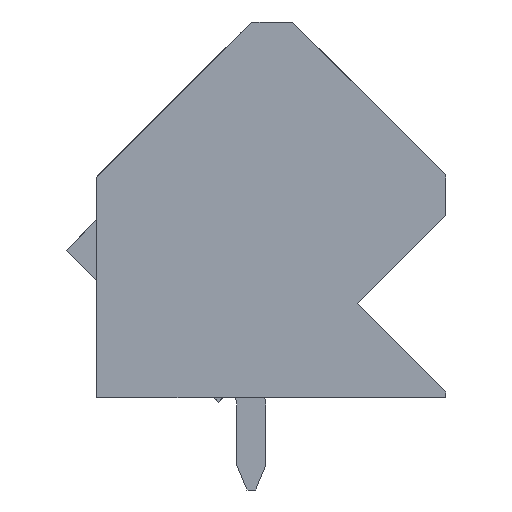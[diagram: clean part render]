
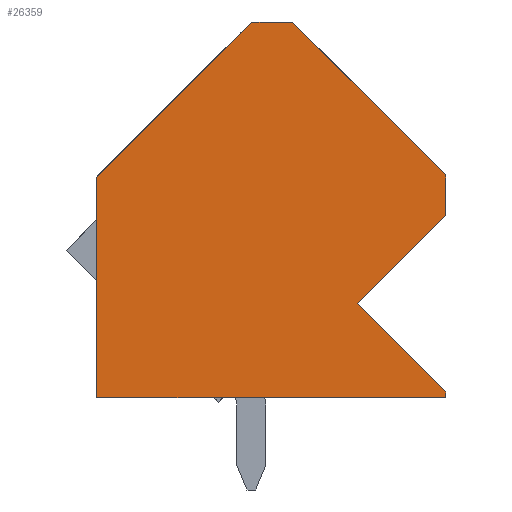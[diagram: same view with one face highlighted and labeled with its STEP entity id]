
A CAD part, left-side view. The second image highlights one B-rep face of the part: STEP entity #26359.
In plain terms, the highlighted planar face has unit normal (-1, 0, 0).
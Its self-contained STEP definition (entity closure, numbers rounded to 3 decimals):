
#26322=AXIS2_PLACEMENT_3D('Plane Axis2P3D',#26319,#26320,#26321) ;
#26168=CARTESIAN_POINT('Vertex',(0.,6.718,16.228)) ;
#26171=CARTESIAN_POINT('Line Origine',(0.,6.01,16.228)) ;
#26175=CARTESIAN_POINT('Vertex',(0.,5.303,16.228)) ;
#26211=CARTESIAN_POINT('Vertex',(0.,0.001,3.4)) ;
#26214=CARTESIAN_POINT('Line Origine',(0.,0.,3.3)) ;
#26218=CARTESIAN_POINT('Vertex',(0.,0.,3.2)) ;
#26244=CARTESIAN_POINT('Vertex',(0.,3.055,6.455)) ;
#26247=CARTESIAN_POINT('Line Origine',(0.,1.528,4.927)) ;
#26270=CARTESIAN_POINT('Vertex',(0.,0.,9.51)) ;
#26273=CARTESIAN_POINT('Line Origine',(0.,1.528,7.983)) ;
#26303=CARTESIAN_POINT('Vertex',(0.,0.,10.924)) ;
#26306=CARTESIAN_POINT('Line Origine',(0.,0.,10.217)) ;
#26319=CARTESIAN_POINT('Axis2P3D Location',(0.,0.,0.)) ;
#26324=CARTESIAN_POINT('Line Origine',(0.,9.405,13.54)) ;
#26328=CARTESIAN_POINT('Vertex',(0.,12.092,10.853)) ;
#26331=CARTESIAN_POINT('Line Origine',(0.,12.093,7.027)) ;
#26335=CARTESIAN_POINT('Vertex',(0.,12.093,3.2)) ;
#26338=CARTESIAN_POINT('Line Origine',(0.,6.046,3.2)) ;
#26343=CARTESIAN_POINT('Line Origine',(0.,2.652,13.576)) ;
#26172=DIRECTION('Vector Direction',(0.,-1.,0.)) ;
#26215=DIRECTION('Vector Direction',(0.,-0.004,-1.)) ;
#26248=DIRECTION('Vector Direction',(0.,-0.707,-0.707)) ;
#26274=DIRECTION('Vector Direction',(0.,0.707,-0.707)) ;
#26307=DIRECTION('Vector Direction',(0.,0.,-1.)) ;
#26320=DIRECTION('Axis2P3D Direction',(-1.,0.,0.)) ;
#26321=DIRECTION('Axis2P3D XDirection',(0.,0.,1.)) ;
#26325=DIRECTION('Vector Direction',(0.,-0.707,0.707)) ;
#26332=DIRECTION('Vector Direction',(0.,0.,1.)) ;
#26339=DIRECTION('Vector Direction',(0.,1.,0.)) ;
#26344=DIRECTION('Vector Direction',(0.,-0.707,-0.707)) ;
#26173=VECTOR('Line Direction',#26172,1.) ;
#26216=VECTOR('Line Direction',#26215,1.) ;
#26249=VECTOR('Line Direction',#26248,1.) ;
#26275=VECTOR('Line Direction',#26274,1.) ;
#26308=VECTOR('Line Direction',#26307,1.) ;
#26326=VECTOR('Line Direction',#26325,1.) ;
#26333=VECTOR('Line Direction',#26332,1.) ;
#26340=VECTOR('Line Direction',#26339,1.) ;
#26345=VECTOR('Line Direction',#26344,1.) ;
#26349=ORIENTED_EDGE('',*,*,#26177,.T.) ;
#26350=ORIENTED_EDGE('',*,*,#26330,.T.) ;
#26351=ORIENTED_EDGE('',*,*,#26337,.T.) ;
#26352=ORIENTED_EDGE('',*,*,#26342,.T.) ;
#26353=ORIENTED_EDGE('',*,*,#26220,.T.) ;
#26354=ORIENTED_EDGE('',*,*,#26251,.T.) ;
#26355=ORIENTED_EDGE('',*,*,#26277,.T.) ;
#26356=ORIENTED_EDGE('',*,*,#26310,.T.) ;
#26357=ORIENTED_EDGE('',*,*,#26347,.T.) ;
#26359=ADVANCED_FACE('HOUSING',(#26358),#26323,.T.) ;
#26177=EDGE_CURVE('',#26176,#26169,#26174,.F.) ;
#26220=EDGE_CURVE('',#26219,#26212,#26217,.F.) ;
#26251=EDGE_CURVE('',#26212,#26245,#26250,.F.) ;
#26277=EDGE_CURVE('',#26245,#26271,#26276,.F.) ;
#26310=EDGE_CURVE('',#26271,#26304,#26309,.F.) ;
#26330=EDGE_CURVE('',#26169,#26329,#26327,.F.) ;
#26337=EDGE_CURVE('',#26329,#26336,#26334,.F.) ;
#26342=EDGE_CURVE('',#26336,#26219,#26341,.F.) ;
#26347=EDGE_CURVE('',#26304,#26176,#26346,.F.) ;
#26348=EDGE_LOOP('',(#26349,#26350,#26351,#26352,#26353,#26354,#26355,#26356,#26357)) ;
#26358=FACE_OUTER_BOUND('',#26348,.T.) ;
#26174=LINE('Line',#26171,#26173) ;
#26217=LINE('Line',#26214,#26216) ;
#26250=LINE('Line',#26247,#26249) ;
#26276=LINE('Line',#26273,#26275) ;
#26309=LINE('Line',#26306,#26308) ;
#26327=LINE('Line',#26324,#26326) ;
#26334=LINE('Line',#26331,#26333) ;
#26341=LINE('Line',#26338,#26340) ;
#26346=LINE('Line',#26343,#26345) ;
#26323=PLANE('',#26322) ;
#26169=VERTEX_POINT('',#26168) ;
#26176=VERTEX_POINT('',#26175) ;
#26212=VERTEX_POINT('',#26211) ;
#26219=VERTEX_POINT('',#26218) ;
#26245=VERTEX_POINT('',#26244) ;
#26271=VERTEX_POINT('',#26270) ;
#26304=VERTEX_POINT('',#26303) ;
#26329=VERTEX_POINT('',#26328) ;
#26336=VERTEX_POINT('',#26335) ;
